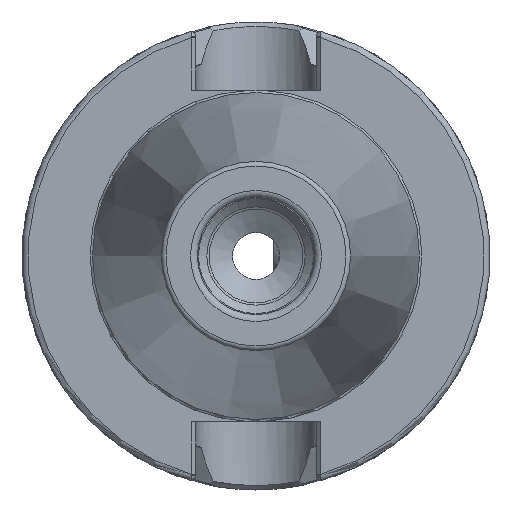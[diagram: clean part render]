
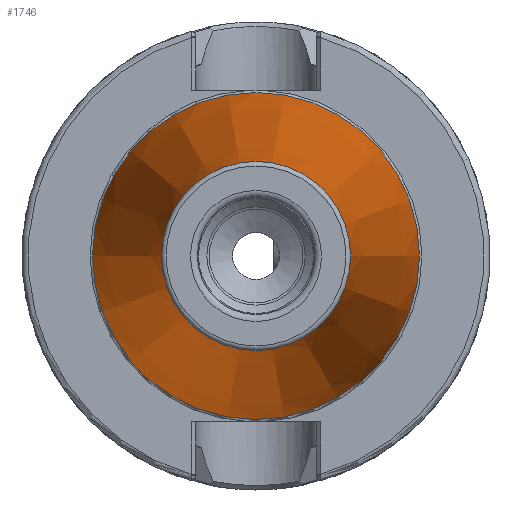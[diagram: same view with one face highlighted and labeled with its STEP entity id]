
A CAD part, left-side view. The second image highlights one B-rep face of the part: STEP entity #1746.
In plain terms, the highlighted conical face has half-angle 8.297 degrees and reference radius 27.564 mm.
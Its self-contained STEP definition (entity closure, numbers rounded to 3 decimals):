
#277=FACE_OUTER_BOUND('',#390,.T.);
#390=EDGE_LOOP('',(#1549,#1550,#1551,#1552,#1553));
#487=LINE('',#3854,#580);
#580=VECTOR('',#2407,27.564);
#677=CIRCLE('',#1980,20.204);
#678=CIRCLE('',#1981,20.204);
#680=CIRCLE('',#1984,34.925);
#834=VERTEX_POINT('',#3846);
#835=VERTEX_POINT('',#3847);
#836=VERTEX_POINT('',#3852);
#1074=EDGE_CURVE('',#834,#835,#677,.T.);
#1075=EDGE_CURVE('',#835,#834,#678,.T.);
#1077=EDGE_CURVE('',#836,#836,#680,.T.);
#1078=EDGE_CURVE('',#836,#834,#487,.T.);
#1549=ORIENTED_EDGE('',*,*,#1077,.F.);
#1550=ORIENTED_EDGE('',*,*,#1078,.T.);
#1551=ORIENTED_EDGE('',*,*,#1074,.T.);
#1552=ORIENTED_EDGE('',*,*,#1075,.T.);
#1553=ORIENTED_EDGE('',*,*,#1078,.F.);
#1657=CONICAL_SURFACE('',#1983,27.564,0.145);
#1746=ADVANCED_FACE('',(#277),#1657,.T.);
#1980=AXIS2_PLACEMENT_3D('',#3848,#2397,#2398);
#1981=AXIS2_PLACEMENT_3D('',#3849,#2399,#2400);
#1983=AXIS2_PLACEMENT_3D('',#3851,#2403,#2404);
#1984=AXIS2_PLACEMENT_3D('',#3853,#2405,#2406);
#2397=DIRECTION('center_axis',(1.,0.,0.));
#2398=DIRECTION('ref_axis',(0.,0.,-1.));
#2399=DIRECTION('center_axis',(1.,0.,0.));
#2400=DIRECTION('ref_axis',(0.,0.,-1.));
#2403=DIRECTION('center_axis',(1.,0.,0.));
#2404=DIRECTION('ref_axis',(0.,1.,0.));
#2405=DIRECTION('center_axis',(1.,0.,0.));
#2406=DIRECTION('ref_axis',(0.,0.,-1.));
#2407=DIRECTION('',(-0.99,0.144,0.));
#3846=CARTESIAN_POINT('',(-100.944,-20.204,0.));
#3847=CARTESIAN_POINT('',(-100.944,0.,20.204));
#3848=CARTESIAN_POINT('Origin',(-100.944,0.,
0.));
#3849=CARTESIAN_POINT('Origin',(-100.944,0.,
0.));
#3851=CARTESIAN_POINT('Origin',(-50.472,0.,
0.));
#3852=CARTESIAN_POINT('',(0.,-34.925,0.));
#3853=CARTESIAN_POINT('Origin',(0.,0.,
0.));
#3854=CARTESIAN_POINT('',(-50.472,-27.564,0.));
